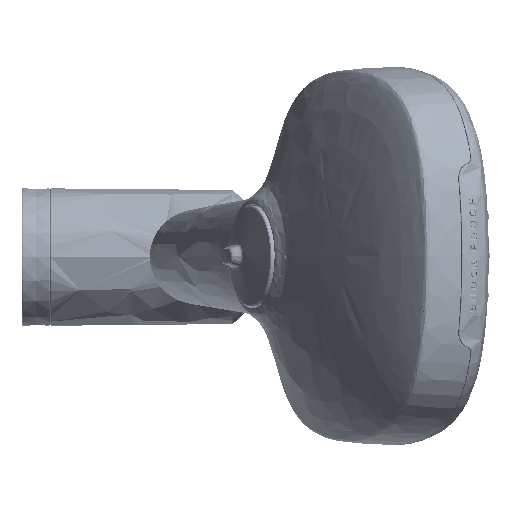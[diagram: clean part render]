
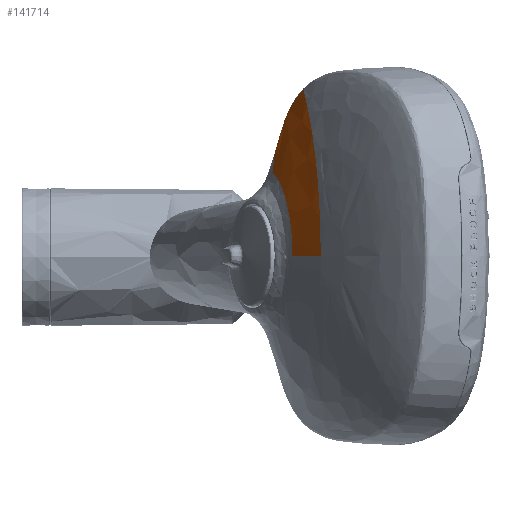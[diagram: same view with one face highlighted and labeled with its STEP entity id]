
A CAD part, top view. The second image highlights one B-rep face of the part: STEP entity #141714.
In plain terms, the highlighted free-form (B-spline) face has degree [4, 6] with [5, 7] control points.
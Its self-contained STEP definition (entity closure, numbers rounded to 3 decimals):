
#970=B_SPLINE_SURFACE_WITH_KNOTS('',4,6,((#227970,#227971,#227972,#227973,
#227974,#227975,#227976),(#227977,#227978,#227979,#227980,#227981,#227982,
#227983),(#227984,#227985,#227986,#227987,#227988,#227989,#227990),(#227991,
#227992,#227993,#227994,#227995,#227996,#227997),(#227998,#227999,#228000,
#228001,#228002,#228003,#228004)),.UNSPECIFIED.,.F.,.F.,.F.,(5,5),(7,7),
(0.013,1.),(0.,1.),.PIECEWISE_BEZIER_KNOTS.);
#22144=B_SPLINE_CURVE_WITH_KNOTS('',3,(#227781,#227782,#227783,#227784,
#227785,#227786,#227787),.UNSPECIFIED.,.F.,.F.,(4,1,1,1,4),(-1.,-0.75,-0.5,
-0.25,0.),.UNSPECIFIED.);
#22151=B_SPLINE_CURVE_WITH_KNOTS('',3,(#228005,#228006,#228007,#228008,
#228009),.UNSPECIFIED.,.F.,.F.,(4,1,4),(0.355,0.677,
1.),.UNSPECIFIED.);
#22152=B_SPLINE_CURVE_WITH_KNOTS('',3,(#228011,#228012,#228013,#228014,
#228015),.UNSPECIFIED.,.F.,.F.,(4,1,4),(-1.,-0.748,-0.496),
 .UNSPECIFIED.);
#22153=B_SPLINE_CURVE_WITH_KNOTS('',3,(#228017,#228018,#228019,#228020,
#228021),.UNSPECIFIED.,.F.,.F.,(4,1,4),(-0.496,-0.258,
-0.02),.UNSPECIFIED.);
#22154=B_SPLINE_CURVE_WITH_KNOTS('',3,(#228023,#228024,#228025,#228026,
#228027,#228028,#228029,#228030,#228031,#228032,#228033,#228034,#228035,
#228036,#228037,#228038,#228039,#228040,#228041,#228042,#228043,#228044,
#228045,#228046,#228047,#228048,#228049,#228050,#228051,#228052),
 .UNSPECIFIED.,.F.,.F.,(4,1,1,1,1,1,1,1,1,1,1,1,1,1,1,1,1,1,1,1,1,1,1,1,
1,1,1,4),(0.,0.164,0.246,0.328,0.348,
0.369,0.389,0.409,0.45,
0.491,0.573,0.655,0.819,
0.983,1.147,1.31,1.392,1.474,
1.495,1.515,1.556,1.638,1.802,
1.965,2.047,2.129,2.293,2.621),
 .UNSPECIFIED.);
#22155=B_SPLINE_CURVE_WITH_KNOTS('',3,(#228054,#228055,#228056,#228057),
 .UNSPECIFIED.,.F.,.F.,(4,4),(0.021,0.356),
 .UNSPECIFIED.);
#42419=ORIENTED_EDGE('',*,*,#81346,.T.);
#42420=ORIENTED_EDGE('',*,*,#81347,.T.);
#42421=ORIENTED_EDGE('',*,*,#81348,.T.);
#42422=ORIENTED_EDGE('',*,*,#81349,.T.);
#42423=ORIENTED_EDGE('',*,*,#81350,.T.);
#42424=ORIENTED_EDGE('',*,*,#81339,.F.);
#81339=EDGE_CURVE('',#101203,#101204,#22144,.T.);
#81346=EDGE_CURVE('',#101203,#101207,#22151,.T.);
#81347=EDGE_CURVE('',#101207,#101208,#22152,.T.);
#81348=EDGE_CURVE('',#101208,#101209,#22153,.T.);
#81349=EDGE_CURVE('',#101209,#101210,#22154,.T.);
#81350=EDGE_CURVE('',#101210,#101204,#22155,.T.);
#101203=VERTEX_POINT('',#227780);
#101204=VERTEX_POINT('',#227788);
#101207=VERTEX_POINT('',#228010);
#101208=VERTEX_POINT('',#228016);
#101209=VERTEX_POINT('',#228022);
#101210=VERTEX_POINT('',#228053);
#113695=EDGE_LOOP('',(#42419,#42420,#42421,#42422,#42423,#42424));
#124750=FACE_BOUND('',#113695,.T.);
#141714=ADVANCED_FACE('',(#124750),#970,.T.);
#227780=CARTESIAN_POINT('',(70.052,0.,176.188));
#227781=CARTESIAN_POINT('',(70.052,0.,176.188));
#227782=CARTESIAN_POINT('',(70.054,2.859,176.191));
#227783=CARTESIAN_POINT('',(69.733,8.573,175.209));
#227784=CARTESIAN_POINT('',(68.388,16.065,171.007));
#227785=CARTESIAN_POINT('',(66.469,21.565,164.573));
#227786=CARTESIAN_POINT('',(65.117,23.498,159.296));
#227787=CARTESIAN_POINT('',(64.504,23.974,156.524));
#227788=CARTESIAN_POINT('',(64.504,23.974,156.524));
#227970=CARTESIAN_POINT('',(65.383,31.241,142.141));
#227971=CARTESIAN_POINT('',(66.262,35.103,144.019));
#227972=CARTESIAN_POINT('',(67.196,38.822,146.026));
#227973=CARTESIAN_POINT('',(68.372,42.041,148.539));
#227974=CARTESIAN_POINT('',(69.793,44.726,151.556));
#227975=CARTESIAN_POINT('',(71.376,46.877,154.927));
#227976=CARTESIAN_POINT('',(73.245,48.695,158.912));
#227977=CARTESIAN_POINT('',(63.747,29.173,154.843));
#227978=CARTESIAN_POINT('',(65.129,31.979,157.634));
#227979=CARTESIAN_POINT('',(66.655,35.148,160.922));
#227980=CARTESIAN_POINT('',(68.498,37.512,164.668));
#227981=CARTESIAN_POINT('',(70.419,39.496,168.194));
#227982=CARTESIAN_POINT('',(72.572,40.928,172.34));
#227983=CARTESIAN_POINT('',(74.725,42.254,176.444));
#227984=CARTESIAN_POINT('',(64.611,19.66,162.93));
#227985=CARTESIAN_POINT('',(66.424,21.999,166.606));
#227986=CARTESIAN_POINT('',(68.41,24.434,170.324));
#227987=CARTESIAN_POINT('',(70.354,26.732,173.991));
#227988=CARTESIAN_POINT('',(72.439,28.681,178.067));
#227989=CARTESIAN_POINT('',(74.567,30.729,182.157));
#227990=CARTESIAN_POINT('',(77.063,32.317,186.807));
#227991=CARTESIAN_POINT('',(65.305,9.081,166.728));
#227992=CARTESIAN_POINT('',(67.545,10.257,171.268));
#227993=CARTESIAN_POINT('',(69.786,11.512,175.768));
#227994=CARTESIAN_POINT('',(72.007,12.705,180.063));
#227995=CARTESIAN_POINT('',(74.168,13.979,184.066));
#227996=CARTESIAN_POINT('',(76.249,15.091,187.879));
#227997=CARTESIAN_POINT('',(78.285,16.039,191.534));
#227998=CARTESIAN_POINT('',(65.305,0.,166.728));
#227999=CARTESIAN_POINT('',(67.545,0.,171.268));
#228000=CARTESIAN_POINT('',(69.786,0.,175.768));
#228001=CARTESIAN_POINT('',(72.007,0.,180.063));
#228002=CARTESIAN_POINT('',(74.168,0.,184.066));
#228003=CARTESIAN_POINT('',(76.249,0.,187.879));
#228004=CARTESIAN_POINT('',(78.285,0.,191.534));
#228005=CARTESIAN_POINT('',(70.052,0.,176.188));
#228006=CARTESIAN_POINT('',(71.478,0.,178.965));
#228007=CARTESIAN_POINT('',(74.291,0.,184.297));
#228008=CARTESIAN_POINT('',(76.971,0.,189.176));
#228009=CARTESIAN_POINT('',(78.285,0.,191.534));
#228010=CARTESIAN_POINT('',(78.285,0.,191.534));
#228011=CARTESIAN_POINT('',(78.285,0.,191.534));
#228012=CARTESIAN_POINT('',(78.285,5.461,191.534));
#228013=CARTESIAN_POINT('',(77.961,16.419,190.303));
#228014=CARTESIAN_POINT('',(77.08,26.015,186.346));
#228015=CARTESIAN_POINT('',(76.556,30.275,183.609));
#228016=CARTESIAN_POINT('',(76.556,30.275,183.609));
#228017=CARTESIAN_POINT('',(76.556,30.275,183.609));
#228018=CARTESIAN_POINT('',(76.061,34.291,181.03));
#228019=CARTESIAN_POINT('',(74.923,41.369,174.523));
#228020=CARTESIAN_POINT('',(73.773,46.399,165.031));
#228021=CARTESIAN_POINT('',(73.292,48.493,159.458));
#228022=CARTESIAN_POINT('',(73.292,48.493,159.458));
#228023=CARTESIAN_POINT('',(73.292,48.493,159.458));
#228024=CARTESIAN_POINT('',(73.093,48.307,159.028));
#228025=CARTESIAN_POINT('',(72.779,47.999,158.349));
#228026=CARTESIAN_POINT('',(72.334,47.525,157.391));
#228027=CARTESIAN_POINT('',(72.071,47.229,156.826));
#228028=CARTESIAN_POINT('',(71.897,47.025,156.452));
#228029=CARTESIAN_POINT('',(71.801,46.909,156.244));
#228030=CARTESIAN_POINT('',(71.739,46.834,156.111));
#228031=CARTESIAN_POINT('',(71.659,46.738,155.941));
#228032=CARTESIAN_POINT('',(71.553,46.606,155.714));
#228033=CARTESIAN_POINT('',(71.375,46.38,155.33));
#228034=CARTESIAN_POINT('',(71.132,46.061,154.809));
#228035=CARTESIAN_POINT('',(70.709,45.475,153.902));
#228036=CARTESIAN_POINT('',(70.099,44.547,152.595));
#228037=CARTESIAN_POINT('',(69.48,43.467,151.269));
#228038=CARTESIAN_POINT('',(68.94,42.413,150.115));
#228039=CARTESIAN_POINT('',(68.554,41.575,149.292));
#228040=CARTESIAN_POINT('',(68.283,40.945,148.714));
#228041=CARTESIAN_POINT('',(68.136,40.59,148.403));
#228042=CARTESIAN_POINT('',(68.053,40.383,148.226));
#228043=CARTESIAN_POINT('',(67.976,40.191,148.064));
#228044=CARTESIAN_POINT('',(67.847,39.86,147.79));
#228045=CARTESIAN_POINT('',(67.588,39.175,147.245));
#228046=CARTESIAN_POINT('',(67.228,38.145,146.488));
#228047=CARTESIAN_POINT('',(66.885,37.069,145.773));
#228048=CARTESIAN_POINT('',(66.605,36.127,145.193));
#228049=CARTESIAN_POINT('',(66.375,35.321,144.718));
#228050=CARTESIAN_POINT('',(65.954,33.766,143.852));
#228051=CARTESIAN_POINT('',(65.584,32.253,143.101));
#228052=CARTESIAN_POINT('',(65.327,31.165,142.584));
#228053=CARTESIAN_POINT('',(65.327,31.165,142.584));
#228054=CARTESIAN_POINT('',(65.327,31.165,142.584));
#228055=CARTESIAN_POINT('',(64.617,30.142,148.273));
#228056=CARTESIAN_POINT('',(64.461,27.449,152.901));
#228057=CARTESIAN_POINT('',(64.504,23.974,156.524));
